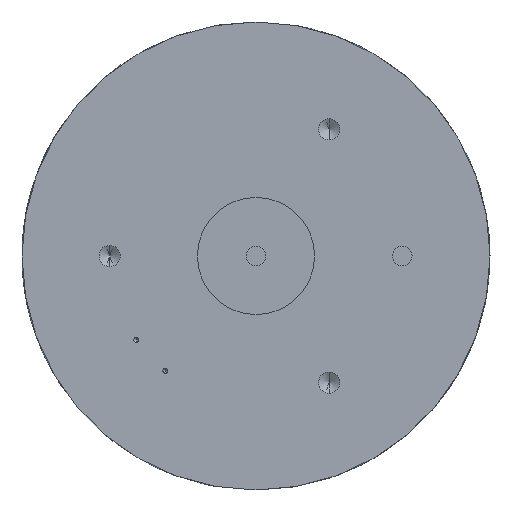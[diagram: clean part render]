
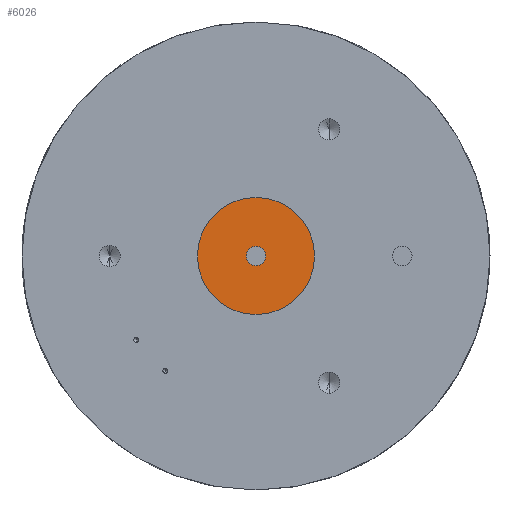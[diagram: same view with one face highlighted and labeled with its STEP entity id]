
A CAD part, front view. The second image highlights one B-rep face of the part: STEP entity #6026.
In plain terms, the highlighted planar face has unit normal (0, -1, 0).
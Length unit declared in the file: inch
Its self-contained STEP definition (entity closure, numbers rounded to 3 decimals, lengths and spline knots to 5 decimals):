
#46 = DIRECTION ( 'NONE',  ( 0., 1., 0. ) ) ;
#1208 = CIRCLE ( 'NONE', #7607, 0.06275 ) ;
#2104 = DIRECTION ( 'NONE',  ( 0., 1., 0. ) ) ;
#2355 = VERTEX_POINT ( 'NONE', #5737 ) ;
#2416 = VERTEX_POINT ( 'NONE', #2717 ) ;
#2559 = CARTESIAN_POINT ( 'NONE',  ( -0.05847, -1.80613, -0.24553 ) ) ;
#2717 = CARTESIAN_POINT ( 'NONE',  ( -0.05847, -1.80613, -0.62053 ) ) ;
#2811 = AXIS2_PLACEMENT_3D ( 'NONE', #2559, #6832, #3167 ) ;
#2853 = AXIS2_PLACEMENT_3D ( 'NONE', #3550, #7783, #4180 ) ;
#3031 = EDGE_CURVE ( 'NONE', #7754, #4267, #6434, .T. ) ;
#3167 = DIRECTION ( 'NONE',  ( 0., 0., 1. ) ) ;
#3181 = EDGE_LOOP ( 'NONE', ( #7660, #4476 ) ) ;
#3498 = EDGE_LOOP ( 'NONE', ( #6168, #3836 ) ) ;
#3550 = CARTESIAN_POINT ( 'NONE',  ( -0.05847, -1.80613, -0.24553 ) ) ;
#3642 = EDGE_CURVE ( 'NONE', #2355, #2416, #5296, .T. ) ;
#3660 = CARTESIAN_POINT ( 'NONE',  ( -0.05847, -1.80613, -0.24553 ) ) ;
#3836 = ORIENTED_EDGE ( 'NONE', *, *, #3642, .F. ) ;
#4042 = DIRECTION ( 'NONE',  ( 0., 0., 1. ) ) ;
#4180 = DIRECTION ( 'NONE',  ( 0., 0., 1. ) ) ;
#4267 = VERTEX_POINT ( 'NONE', #6853 ) ;
#4297 = DIRECTION ( 'NONE',  ( 0., 0., 1. ) ) ;
#4476 = ORIENTED_EDGE ( 'NONE', *, *, #5036, .T. ) ;
#4606 = CARTESIAN_POINT ( 'NONE',  ( -0.05847, -1.80613, -0.30828 ) ) ;
#4689 = AXIS2_PLACEMENT_3D ( 'NONE', #5740, #2104, #6341 ) ;
#5036 = EDGE_CURVE ( 'NONE', #4267, #7754, #1208, .T. ) ;
#5296 = CIRCLE ( 'NONE', #2853, 0.375 ) ;
#5375 = FACE_OUTER_BOUND ( 'NONE', #3498, .T. ) ;
#5737 = CARTESIAN_POINT ( 'NONE',  ( -0.05847, -1.80613, 0.12947 ) ) ;
#5740 = CARTESIAN_POINT ( 'NONE',  ( -0.05847, -1.80613, -0.24553 ) ) ;
#6026 = ADVANCED_FACE ( 'NONE', ( #6992, #5375 ), #7634, .F. ) ;
#6168 = ORIENTED_EDGE ( 'NONE', *, *, #6391, .F. ) ;
#6219 = CIRCLE ( 'NONE', #2811, 0.375 ) ;
#6341 = DIRECTION ( 'NONE',  ( 0., 0., 1. ) ) ;
#6391 = EDGE_CURVE ( 'NONE', #2416, #2355, #6219, .T. ) ;
#6434 = CIRCLE ( 'NONE', #4689, 0.06275 ) ;
#6463 = CARTESIAN_POINT ( 'NONE',  ( -0.05847, -1.80613, -0.24553 ) ) ;
#6832 = DIRECTION ( 'NONE',  ( 0., 1., 0. ) ) ;
#6853 = CARTESIAN_POINT ( 'NONE',  ( -0.05847, -1.80613, -0.18278 ) ) ;
#6992 = FACE_BOUND ( 'NONE', #3181, .T. ) ;
#7085 = AXIS2_PLACEMENT_3D ( 'NONE', #6463, #7665, #4042 ) ;
#7607 = AXIS2_PLACEMENT_3D ( 'NONE', #3660, #46, #4297 ) ;
#7634 = PLANE ( 'NONE',  #7085 ) ;
#7660 = ORIENTED_EDGE ( 'NONE', *, *, #3031, .T. ) ;
#7665 = DIRECTION ( 'NONE',  ( 0., 1., 0. ) ) ;
#7754 = VERTEX_POINT ( 'NONE', #4606 ) ;
#7783 = DIRECTION ( 'NONE',  ( 0., 1., 0. ) ) ;
